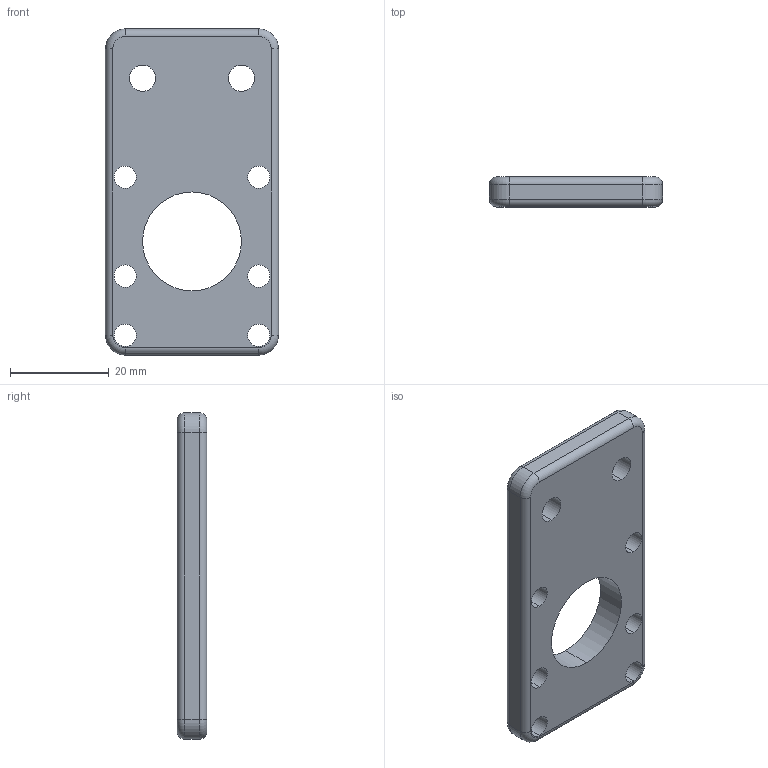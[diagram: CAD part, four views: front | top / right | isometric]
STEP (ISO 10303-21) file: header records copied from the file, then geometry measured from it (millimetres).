
FILE_DESCRIPTION (( 'STEP AP214' ), '1' );
FILE_NAME ('cableStrainReliefBase.STEP', '2025-05-16T22:34:01', ( '' ), ( '' ), 'SwSTEP 2.0', 'SolidWorks 2024', '' );
FILE_SCHEMA (( 'AUTOMOTIVE_DESIGN' ));
Length unit declared in the file: millimetre
Products named in the file (1): cableStrainReliefBase
Bounding box: 35 x 6 x 66 mm (x, y, z)
Volume: 10868.9 mm3; surface area: 5688.4 mm2
Topology: 1 solids, 1 shells, 44 faces, 110 edges, 68 vertices
Faces by surface type: cylinder 30, torus 8, plane 6
Entity records: 1877 total; most frequent: DIRECTION 268, CARTESIAN_POINT 223, ORIENTED_EDGE 220, AXIS2_PLACEMENT_3D 113, EDGE_CURVE 110, VERTEX_POINT 68, CIRCLE 68, EDGE_LOOP 62
